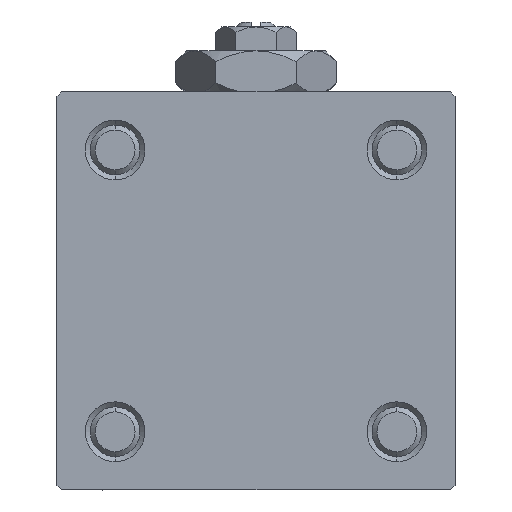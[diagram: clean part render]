
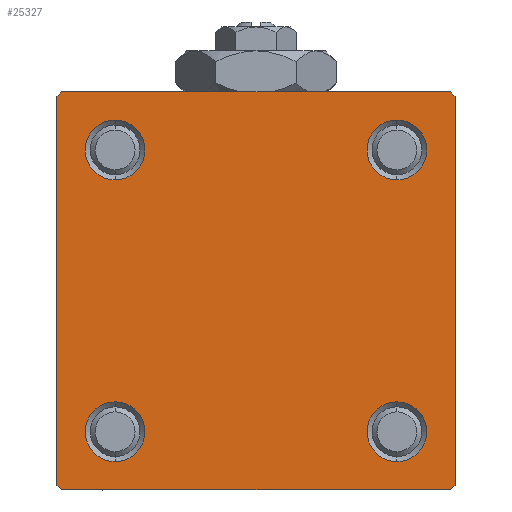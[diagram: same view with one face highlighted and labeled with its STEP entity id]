
A CAD part, left-side view. The second image highlights one B-rep face of the part: STEP entity #25327.
In plain terms, the highlighted planar face has unit normal (-1, 0, 0).
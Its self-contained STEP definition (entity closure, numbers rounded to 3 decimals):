
#871 = AXIS2_PLACEMENT_3D ( 'NONE', #27183, #14957, #27440 ) ;
#1137 = DIRECTION ( 'NONE',  ( 0., 0., 1. ) ) ;
#1145 = DIRECTION ( 'NONE',  ( 0., 0., 1. ) ) ;
#1381 = VERTEX_POINT ( 'NONE', #15218 ) ;
#1405 = VECTOR ( 'NONE', #16484, 1000. ) ;
#1409 = CARTESIAN_POINT ( 'NONE',  ( 0., 0., 0. ) ) ;
#1513 = EDGE_LOOP ( 'NONE', ( #39990, #43137 ) ) ;
#1679 = DIRECTION ( 'NONE',  ( 0., -0.707, 0.707 ) ) ;
#1707 = DIRECTION ( 'NONE',  ( 0., 0., -1. ) ) ;
#1724 = CARTESIAN_POINT ( 'NONE',  ( 0., 14.15, 17.15 ) ) ;
#1753 = LINE ( 'NONE', #49410, #42932 ) ;
#1778 = ORIENTED_EDGE ( 'NONE', *, *, #10972, .F. ) ;
#2202 = DIRECTION ( 'NONE',  ( 1., 0., 0. ) ) ;
#2218 = CARTESIAN_POINT ( 'NONE',  ( 0., -20., -19.5 ) ) ;
#2262 = AXIS2_PLACEMENT_3D ( 'NONE', #1409, #9724, #1145 ) ;
#2274 = DIRECTION ( 'NONE',  ( 0., 0., 1. ) ) ;
#2595 = ORIENTED_EDGE ( 'NONE', *, *, #41831, .T. ) ;
#2797 = ORIENTED_EDGE ( 'NONE', *, *, #11546, .T. ) ;
#3138 = DIRECTION ( 'NONE',  ( 1., 0., 0. ) ) ;
#4163 = CARTESIAN_POINT ( 'NONE',  ( 0., -14.15, -17.15 ) ) ;
#4446 = EDGE_CURVE ( 'NONE', #37015, #23597, #50788, .T. ) ;
#5103 = CARTESIAN_POINT ( 'NONE',  ( 0., 20., 19.5 ) ) ;
#5311 = FACE_OUTER_BOUND ( 'NONE', #11040, .T. ) ;
#5817 = FACE_BOUND ( 'NONE', #1513, .T. ) ;
#6115 = AXIS2_PLACEMENT_3D ( 'NONE', #21682, #25588, #1137 ) ;
#6416 = EDGE_CURVE ( 'NONE', #49929, #19053, #11892, .T. ) ;
#6494 = DIRECTION ( 'NONE',  ( 1., 0., 0. ) ) ;
#6927 = VECTOR ( 'NONE', #33331, 1000. ) ;
#8290 = ORIENTED_EDGE ( 'NONE', *, *, #32737, .T. ) ;
#8428 = CARTESIAN_POINT ( 'NONE',  ( 0., -19.5, -20. ) ) ;
#9210 = FACE_BOUND ( 'NONE', #11437, .T. ) ;
#9254 = LINE ( 'NONE', #17328, #31827 ) ;
#9724 = DIRECTION ( 'NONE',  ( -1., 0., 0. ) ) ;
#10972 = EDGE_CURVE ( 'NONE', #37015, #33286, #9254, .T. ) ;
#11040 = EDGE_LOOP ( 'NONE', ( #49982, #26807, #2797, #13531, #1778, #32276, #25728, #27575 ) ) ;
#11437 = EDGE_LOOP ( 'NONE', ( #35352, #33541 ) ) ;
#11546 = EDGE_CURVE ( 'NONE', #22074, #32808, #25263, .T. ) ;
#11892 = CIRCLE ( 'NONE', #31839, 3. ) ;
#12275 = EDGE_CURVE ( 'NONE', #45766, #16119, #36056, .T. ) ;
#12307 = EDGE_LOOP ( 'NONE', ( #23268, #2595 ) ) ;
#13531 = ORIENTED_EDGE ( 'NONE', *, *, #42476, .T. ) ;
#13663 = CIRCLE ( 'NONE', #29445, 3. ) ;
#13846 = EDGE_CURVE ( 'NONE', #15145, #30436, #13663, .T. ) ;
#14640 = CIRCLE ( 'NONE', #16223, 3. ) ;
#14957 = DIRECTION ( 'NONE',  ( 1., 0., 0. ) ) ;
#15103 = CARTESIAN_POINT ( 'NONE',  ( 0., -19.75, 19.75 ) ) ;
#15145 = VERTEX_POINT ( 'NONE', #36772 ) ;
#15218 = CARTESIAN_POINT ( 'NONE',  ( 0., 19.5, 20. ) ) ;
#15373 = DIRECTION ( 'NONE',  ( 0., 0., 1. ) ) ;
#16119 = VERTEX_POINT ( 'NONE', #22247 ) ;
#16223 = AXIS2_PLACEMENT_3D ( 'NONE', #38084, #38336, #18299 ) ;
#16294 = VERTEX_POINT ( 'NONE', #43315 ) ;
#16484 = DIRECTION ( 'NONE',  ( 0., -0.707, -0.707 ) ) ;
#16631 = AXIS2_PLACEMENT_3D ( 'NONE', #26782, #6494, #42662 ) ;
#17119 = CIRCLE ( 'NONE', #31216, 3. ) ;
#17284 = FACE_BOUND ( 'NONE', #36398, .T. ) ;
#17328 = CARTESIAN_POINT ( 'NONE',  ( 0., -20., 20. ) ) ;
#17809 = CARTESIAN_POINT ( 'NONE',  ( 0., -14.15, 14.15 ) ) ;
#18068 = DIRECTION ( 'NONE',  ( 0., 0., 1. ) ) ;
#18299 = DIRECTION ( 'NONE',  ( 0., 0., 1. ) ) ;
#18482 = CARTESIAN_POINT ( 'NONE',  ( 0., 20., 20. ) ) ;
#19053 = VERTEX_POINT ( 'NONE', #41727 ) ;
#19255 = DIRECTION ( 'NONE',  ( 0., 0.707, 0.707 ) ) ;
#19528 = CARTESIAN_POINT ( 'NONE',  ( 0., 14.15, 14.15 ) ) ;
#20288 = ORIENTED_EDGE ( 'NONE', *, *, #13846, .T. ) ;
#20375 = LINE ( 'NONE', #23511, #1405 ) ;
#21200 = VECTOR ( 'NONE', #1679, 1000. ) ;
#21682 = CARTESIAN_POINT ( 'NONE',  ( 0., 14.15, -14.15 ) ) ;
#21714 = VECTOR ( 'NONE', #33142, 1000. ) ;
#22074 = VERTEX_POINT ( 'NONE', #45668 ) ;
#22247 = CARTESIAN_POINT ( 'NONE',  ( 0., 14.15, -17.15 ) ) ;
#23268 = ORIENTED_EDGE ( 'NONE', *, *, #12275, .T. ) ;
#23511 = CARTESIAN_POINT ( 'NONE',  ( 0., 19.75, -19.75 ) ) ;
#23597 = VERTEX_POINT ( 'NONE', #44004 ) ;
#23981 = EDGE_CURVE ( 'NONE', #1381, #23597, #1753, .T. ) ;
#24079 = EDGE_CURVE ( 'NONE', #37564, #22074, #20375, .T. ) ;
#24217 = CARTESIAN_POINT ( 'NONE',  ( 0., -14.15, -14.15 ) ) ;
#25263 = LINE ( 'NONE', #41134, #6927 ) ;
#25327 = ADVANCED_FACE ( 'NONE', ( #9210, #17284, #25595, #5817, #5311 ), #44885, .T. ) ;
#25588 = DIRECTION ( 'NONE',  ( 1., 0., 0. ) ) ;
#25595 = FACE_BOUND ( 'NONE', #12307, .T. ) ;
#25728 = ORIENTED_EDGE ( 'NONE', *, *, #23981, .F. ) ;
#26782 = CARTESIAN_POINT ( 'NONE',  ( 0., 14.15, 14.15 ) ) ;
#26807 = ORIENTED_EDGE ( 'NONE', *, *, #24079, .T. ) ;
#26943 = CIRCLE ( 'NONE', #33602, 3. ) ;
#27183 = CARTESIAN_POINT ( 'NONE',  ( 0., -14.15, -14.15 ) ) ;
#27440 = DIRECTION ( 'NONE',  ( 0., 0., 1. ) ) ;
#27575 = ORIENTED_EDGE ( 'NONE', *, *, #34283, .T. ) ;
#29315 = VECTOR ( 'NONE', #19255, 1000. ) ;
#29445 = AXIS2_PLACEMENT_3D ( 'NONE', #24217, #44523, #2274 ) ;
#29505 = CARTESIAN_POINT ( 'NONE',  ( 0., -19.75, -19.75 ) ) ;
#30360 = VERTEX_POINT ( 'NONE', #50025 ) ;
#30436 = VERTEX_POINT ( 'NONE', #4163 ) ;
#31005 = EDGE_CURVE ( 'NONE', #19053, #49929, #31585, .T. ) ;
#31174 = CARTESIAN_POINT ( 'NONE',  ( 0., -14.15, 14.15 ) ) ;
#31216 = AXIS2_PLACEMENT_3D ( 'NONE', #31174, #47080, #44714 ) ;
#31585 = CIRCLE ( 'NONE', #16631, 3. ) ;
#31827 = VECTOR ( 'NONE', #1707, 1000. ) ;
#31839 = AXIS2_PLACEMENT_3D ( 'NONE', #19528, #3138, #15373 ) ;
#32276 = ORIENTED_EDGE ( 'NONE', *, *, #4446, .T. ) ;
#32400 = CARTESIAN_POINT ( 'NONE',  ( 0., -20., 19.5 ) ) ;
#32737 = EDGE_CURVE ( 'NONE', #30436, #15145, #45771, .T. ) ;
#32808 = VERTEX_POINT ( 'NONE', #8428 ) ;
#32884 = CARTESIAN_POINT ( 'NONE',  ( 0., 19.75, 19.75 ) ) ;
#33142 = DIRECTION ( 'NONE',  ( 0., 0.707, -0.707 ) ) ;
#33286 = VERTEX_POINT ( 'NONE', #2218 ) ;
#33331 = DIRECTION ( 'NONE',  ( 0., -1., 0. ) ) ;
#33541 = ORIENTED_EDGE ( 'NONE', *, *, #37087, .T. ) ;
#33602 = AXIS2_PLACEMENT_3D ( 'NONE', #17809, #2202, #18068 ) ;
#34283 = EDGE_CURVE ( 'NONE', #1381, #34850, #44613, .T. ) ;
#34850 = VERTEX_POINT ( 'NONE', #5103 ) ;
#35301 = VECTOR ( 'NONE', #45599, 1000. ) ;
#35352 = ORIENTED_EDGE ( 'NONE', *, *, #39688, .T. ) ;
#36056 = CIRCLE ( 'NONE', #6115, 3. ) ;
#36398 = EDGE_LOOP ( 'NONE', ( #20288, #8290 ) ) ;
#36772 = CARTESIAN_POINT ( 'NONE',  ( 0., -14.15, -11.15 ) ) ;
#37015 = VERTEX_POINT ( 'NONE', #32400 ) ;
#37087 = EDGE_CURVE ( 'NONE', #30360, #16294, #26943, .T. ) ;
#37564 = VERTEX_POINT ( 'NONE', #40270 ) ;
#38084 = CARTESIAN_POINT ( 'NONE',  ( 0., 14.15, -14.15 ) ) ;
#38336 = DIRECTION ( 'NONE',  ( 1., 0., 0. ) ) ;
#39688 = EDGE_CURVE ( 'NONE', #16294, #30360, #17119, .T. ) ;
#39990 = ORIENTED_EDGE ( 'NONE', *, *, #6416, .T. ) ;
#40270 = CARTESIAN_POINT ( 'NONE',  ( 0., 20., -19.5 ) ) ;
#41134 = CARTESIAN_POINT ( 'NONE',  ( 0., 20., -20. ) ) ;
#41234 = LINE ( 'NONE', #29505, #21200 ) ;
#41622 = CARTESIAN_POINT ( 'NONE',  ( 0., 14.15, -11.15 ) ) ;
#41727 = CARTESIAN_POINT ( 'NONE',  ( 0., 14.15, 11.15 ) ) ;
#41831 = EDGE_CURVE ( 'NONE', #16119, #45766, #14640, .T. ) ;
#42041 = EDGE_CURVE ( 'NONE', #34850, #37564, #46618, .T. ) ;
#42476 = EDGE_CURVE ( 'NONE', #32808, #33286, #41234, .T. ) ;
#42662 = DIRECTION ( 'NONE',  ( 0., 0., 1. ) ) ;
#42932 = VECTOR ( 'NONE', #49667, 1000. ) ;
#43137 = ORIENTED_EDGE ( 'NONE', *, *, #31005, .T. ) ;
#43315 = CARTESIAN_POINT ( 'NONE',  ( 0., -14.15, 17.15 ) ) ;
#44004 = CARTESIAN_POINT ( 'NONE',  ( 0., -19.5, 20. ) ) ;
#44523 = DIRECTION ( 'NONE',  ( 1., 0., 0. ) ) ;
#44613 = LINE ( 'NONE', #32884, #21714 ) ;
#44714 = DIRECTION ( 'NONE',  ( 0., 0., 1. ) ) ;
#44885 = PLANE ( 'NONE',  #2262 ) ;
#45599 = DIRECTION ( 'NONE',  ( 0., 0., -1. ) ) ;
#45668 = CARTESIAN_POINT ( 'NONE',  ( 0., 19.5, -20. ) ) ;
#45766 = VERTEX_POINT ( 'NONE', #41622 ) ;
#45771 = CIRCLE ( 'NONE', #871, 3. ) ;
#46618 = LINE ( 'NONE', #18482, #35301 ) ;
#47080 = DIRECTION ( 'NONE',  ( 1., 0., 0. ) ) ;
#49410 = CARTESIAN_POINT ( 'NONE',  ( 0., 20., 20. ) ) ;
#49667 = DIRECTION ( 'NONE',  ( 0., -1., 0. ) ) ;
#49929 = VERTEX_POINT ( 'NONE', #1724 ) ;
#49982 = ORIENTED_EDGE ( 'NONE', *, *, #42041, .T. ) ;
#50025 = CARTESIAN_POINT ( 'NONE',  ( 0., -14.15, 11.15 ) ) ;
#50788 = LINE ( 'NONE', #15103, #29315 ) ;
